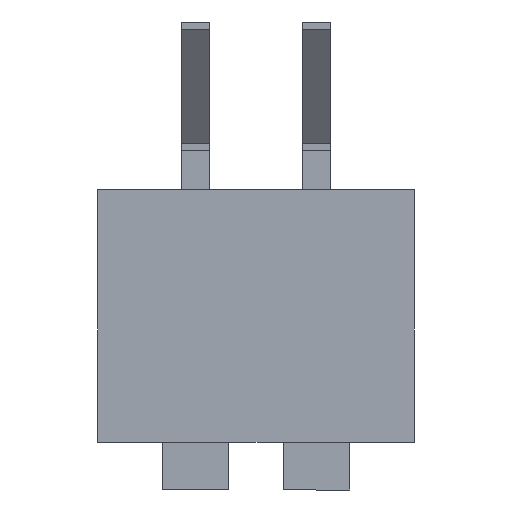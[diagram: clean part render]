
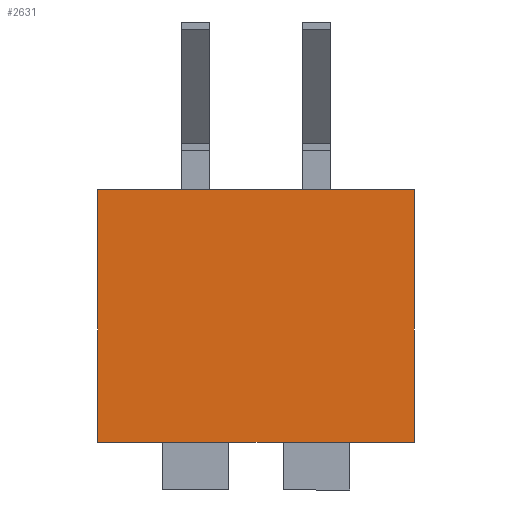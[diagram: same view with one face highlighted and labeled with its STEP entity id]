
A CAD part, front view. The second image highlights one B-rep face of the part: STEP entity #2631.
In plain terms, the highlighted planar face has unit normal (0, -1, 0).
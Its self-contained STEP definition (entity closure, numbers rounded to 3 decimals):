
#107 = CARTESIAN_POINT ( 'NONE',  ( -3.32, 0., 0. ) ) ;
#188 = ORIENTED_EDGE ( 'NONE', *, *, #1061, .F. ) ;
#193 = DIRECTION ( 'NONE',  ( 0., 1., 0. ) ) ;
#310 = LINE ( 'NONE', #2171, #2415 ) ;
#323 = DIRECTION ( 'NONE',  ( 1., 0., 0. ) ) ;
#339 = EDGE_CURVE ( 'NONE', #1670, #2135, #702, .T. ) ;
#468 = LINE ( 'NONE', #2139, #1328 ) ;
#500 = EDGE_LOOP ( 'NONE', ( #1037, #1406, #188, #1856 ) ) ;
#702 = LINE ( 'NONE', #1521, #2535 ) ;
#784 = DIRECTION ( 'NONE',  ( 0., 0., 1. ) ) ;
#792 = CARTESIAN_POINT ( 'NONE',  ( -3.32, 0., 5.3 ) ) ;
#851 = DIRECTION ( 'NONE',  ( 0., 0., 1. ) ) ;
#1037 = ORIENTED_EDGE ( 'NONE', *, *, #339, .F. ) ;
#1061 = EDGE_CURVE ( 'NONE', #1823, #2359, #2011, .T. ) ;
#1106 = DIRECTION ( 'NONE',  ( -1., 0., 0. ) ) ;
#1150 = CARTESIAN_POINT ( 'NONE',  ( 3.32, 0., 0. ) ) ;
#1328 = VECTOR ( 'NONE', #1106, 1000. ) ;
#1373 = EDGE_CURVE ( 'NONE', #2135, #1823, #310, .T. ) ;
#1406 = ORIENTED_EDGE ( 'NONE', *, *, #1546, .F. ) ;
#1521 = CARTESIAN_POINT ( 'NONE',  ( -3.32, 0., 0. ) ) ;
#1546 = EDGE_CURVE ( 'NONE', #2359, #1670, #468, .T. ) ;
#1600 = AXIS2_PLACEMENT_3D ( 'NONE', #2233, #193, #784 ) ;
#1670 = VERTEX_POINT ( 'NONE', #107 ) ;
#1823 = VERTEX_POINT ( 'NONE', #2472 ) ;
#1856 = ORIENTED_EDGE ( 'NONE', *, *, #1373, .F. ) ;
#2000 = CARTESIAN_POINT ( 'NONE',  ( 3.32, 0., 0. ) ) ;
#2011 = LINE ( 'NONE', #1150, #2330 ) ;
#2077 = PLANE ( 'NONE',  #1600 ) ;
#2135 = VERTEX_POINT ( 'NONE', #792 ) ;
#2139 = CARTESIAN_POINT ( 'NONE',  ( -3.32, 0., 0. ) ) ;
#2171 = CARTESIAN_POINT ( 'NONE',  ( -3.32, 0., 5.3 ) ) ;
#2233 = CARTESIAN_POINT ( 'NONE',  ( 0., 0., 0. ) ) ;
#2330 = VECTOR ( 'NONE', #2616, 1000. ) ;
#2359 = VERTEX_POINT ( 'NONE', #2000 ) ;
#2415 = VECTOR ( 'NONE', #323, 1000. ) ;
#2472 = CARTESIAN_POINT ( 'NONE',  ( 3.32, 0., 5.3 ) ) ;
#2489 = FACE_OUTER_BOUND ( 'NONE', #500, .T. ) ;
#2535 = VECTOR ( 'NONE', #851, 1000. ) ;
#2616 = DIRECTION ( 'NONE',  ( 0., 0., -1. ) ) ;
#2631 = ADVANCED_FACE ( 'NONE', ( #2489 ), #2077, .F. ) ;
